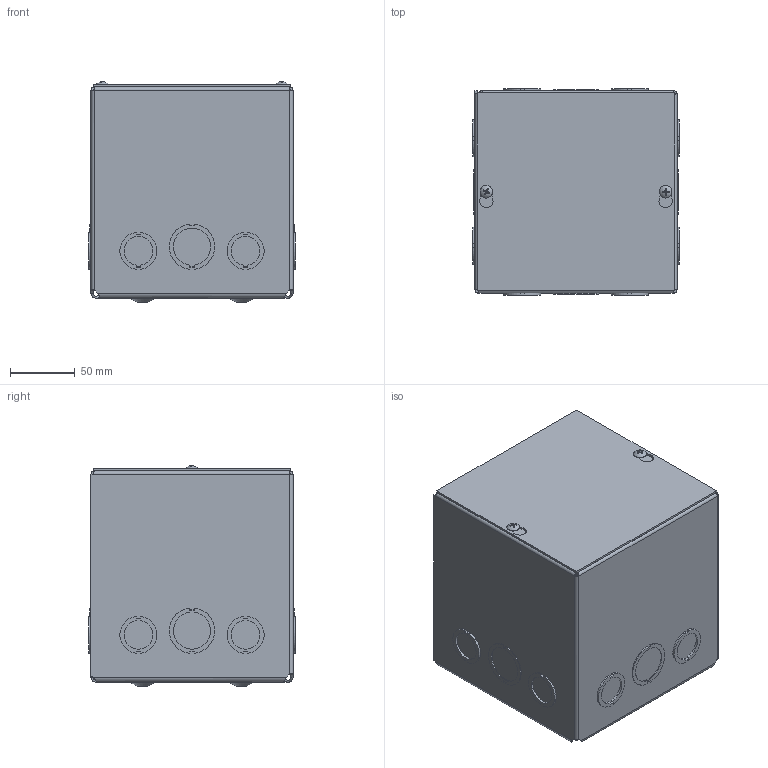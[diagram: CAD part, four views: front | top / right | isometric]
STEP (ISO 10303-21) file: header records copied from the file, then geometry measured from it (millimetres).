
FILE_DESCRIPTION(/* description */ ('BACKS - 6"X6"'),/* implementation_level */ '2;1');
FILE_NAME(/* name */ 'SC060606G.stp',/* time_stamp */ '2015-04-13T22:25:08+06:00',/* author */ ('vdas'),/* organization */ (''),/* preprocessor_version */ 'ST-DEVELOPER v15.2',/* originating_system */ 'Autodesk Inventor 2014',/* authorisation */ '');
FILE_SCHEMA (('AUTOMOTIVE_DESIGN { 1 0 10303 214 3 1 1 }'));
Length unit declared in the file: inch
Products named in the file (5): SC0606GBKP; SC060606GWRA; SC0606GLID; 34056; SC060606G
Bounding box: 158.72 x 158.72 x 170 mm (x, y, z)
Volume: 258271.6 mm3; surface area: 339450.8 mm2
Topology: 20 solids, 22 shells, 629 faces, 1511 edges, 943 vertices
Faces by surface type: plane 373, cylinder 135, bspline 39, torus 36, cone 28, sphere 18
Full cylindrical faces by diameter (mm): 3.759 x2, 4.166 x2, 4.191 x1, 5.803 x1, 7.62 x4, 9.754 x2
Entity records: 18482 total; most frequent: CARTESIAN_POINT 4277, ORIENTED_EDGE 2880, DIRECTION 2632, EDGE_CURVE 1344, LINE 986, VECTOR 986, VERTEX_POINT 864, AXIS2_PLACEMENT_3D 823
